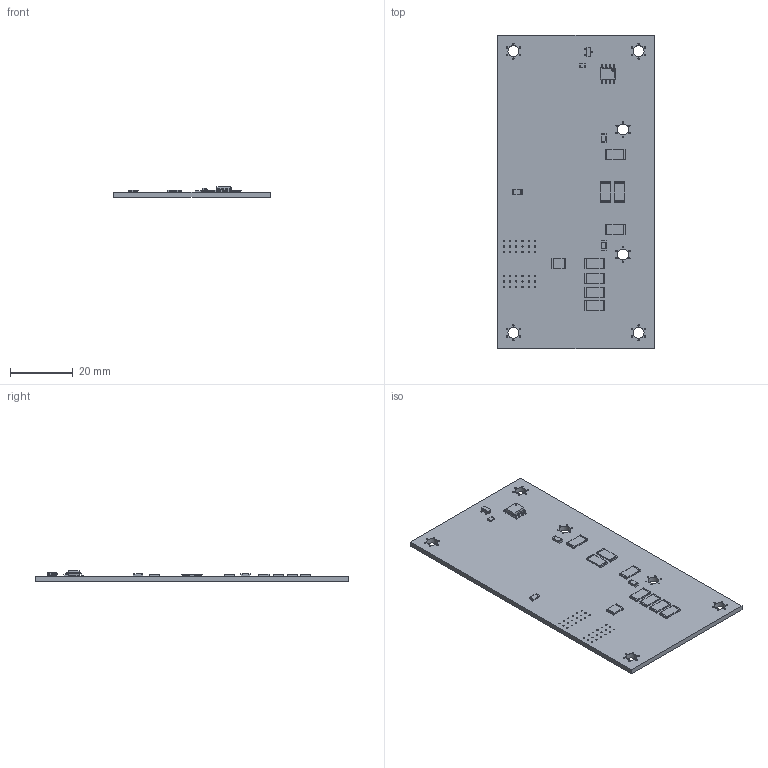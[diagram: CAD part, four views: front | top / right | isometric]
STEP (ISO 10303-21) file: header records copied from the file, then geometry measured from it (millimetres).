
FILE_DESCRIPTION(('KiCad electronic assembly'),'2;1');
FILE_NAME('RF_input.step','2020-10-21T00:22:56',('An Author'),( 'A Company'),'Open CASCADE STEP processor 6.9', 'KiCad to STEP converter','Unknown');
FILE_SCHEMA(('AUTOMOTIVE_DESIGN { 1 0 10303 214 1 1 1 1 }'));
Length unit declared in the file: millimetre
Products named in the file (18): Open CASCADE STEP translator 6.9 1; TO-92_Horizontal1_Inline_Narrow_Oval; R_0805; SOLID; R_1206; DO-214-AC_SMA; C_1206; R_2512; SOT-23; SOIC-8-1EP_3.9x4.9mm_P1.27mm_EP2.35x2.35mm; R_1812; COMPOUND
Assembly tree (25 placements, depth 3):
  Open CASCADE STEP translator 6.9 1
    TO-92_Horizontal1_Inline_Narrow_Oval
    R_0805
      SOLID
    R_1206
      SOLID
    DO-214-AC_SMA
    C_1206  x2
      SOLID
    R_2512  x8
      SOLID
    SOT-23
      SOLID
    SOIC-8-1EP_3.9x4.9mm_P1.27mm_EP2.35x2.35mm
      SOLID
    R_1812
      SOLID
    COMPOUND
Bounding box: 50 x 100 x 3.4 mm (x, y, z)
Volume: 8033.5 mm3; surface area: 11206.8 mm2
Topology: 16 solids, 16 shells, 685 faces, 1843 edges, 1196 vertices
Faces by surface type: plane 391, cylinder 235, bspline 59
Full cylindrical faces by diameter (mm): 0.4 x72, 0.6 x1, 3.5 x6
Entity records: 33758 total; most frequent: CARTESIAN_POINT 6018, DIRECTION 4599, LINE 2830, VECTOR 2830, ORIENTED_EDGE 2450, PCURVE 2450, DEFINITIONAL_REPRESENTATION 2450, EDGE_CURVE 1225
